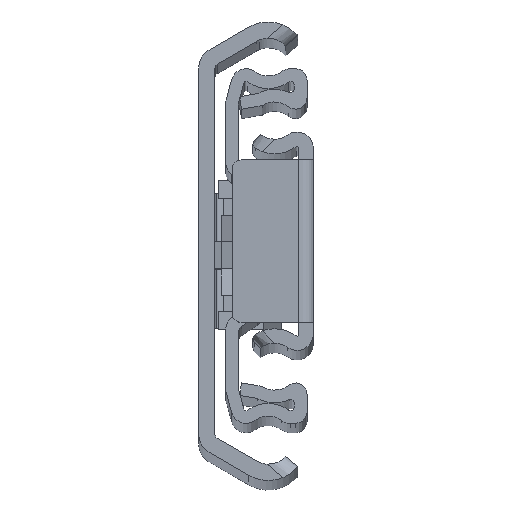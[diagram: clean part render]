
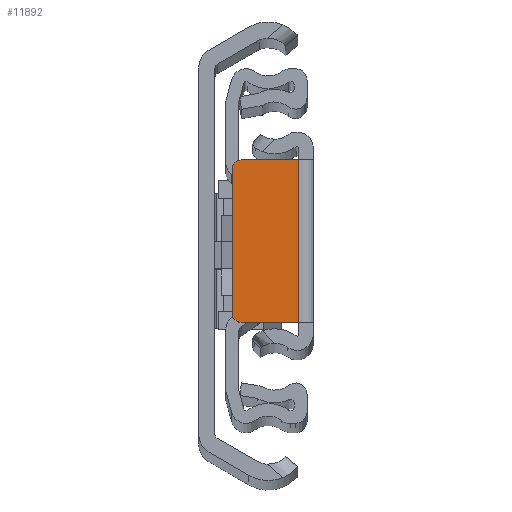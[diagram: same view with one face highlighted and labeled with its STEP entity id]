
A CAD part, top view. The second image highlights one B-rep face of the part: STEP entity #11892.
In plain terms, the highlighted planar face has unit normal (0, 0, 1).
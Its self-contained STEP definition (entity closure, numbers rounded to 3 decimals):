
#180 = DIRECTION ( 'NONE',  ( 0., -1., 0. ) ) ;
#230 = VECTOR ( 'NONE', #7555, 1000. ) ;
#358 = CARTESIAN_POINT ( 'NONE',  ( -9., 8., 1.6 ) ) ;
#458 = AXIS2_PLACEMENT_3D ( 'NONE', #6103, #9891, #10872 ) ;
#731 = CARTESIAN_POINT ( 'NONE',  ( -9., 0., 1.6 ) ) ;
#1569 = EDGE_CURVE ( 'NONE', #2894, #6161, #9405, .T. ) ;
#1875 = ORIENTED_EDGE ( 'NONE', *, *, #4322, .T. ) ;
#1935 = EDGE_LOOP ( 'NONE', ( #10864, #7645, #6935, #5745, #11064, #1875 ) ) ;
#1994 = VECTOR ( 'NONE', #4462, 1000. ) ;
#2395 = DIRECTION ( 'NONE',  ( 0., -1., 0. ) ) ;
#2562 = AXIS2_PLACEMENT_3D ( 'NONE', #5092, #8823, #2395 ) ;
#2707 = EDGE_CURVE ( 'NONE', #9682, #2894, #4311, .T. ) ;
#2773 = VECTOR ( 'NONE', #7970, 1000. ) ;
#2894 = VERTEX_POINT ( 'NONE', #6743 ) ;
#2976 = EDGE_CURVE ( 'NONE', #5712, #3036, #3150, .T. ) ;
#3018 = CARTESIAN_POINT ( 'NONE',  ( -1.6, -9., 1.6 ) ) ;
#3036 = VERTEX_POINT ( 'NONE', #7387 ) ;
#3081 = VECTOR ( 'NONE', #10718, 1000. ) ;
#3150 = CIRCLE ( 'NONE', #2562, 1. ) ;
#3597 = LINE ( 'NONE', #731, #1994 ) ;
#4013 = EDGE_CURVE ( 'NONE', #5712, #5383, #3597, .T. ) ;
#4307 = AXIS2_PLACEMENT_3D ( 'NONE', #10327, #5864, #180 ) ;
#4311 = LINE ( 'NONE', #11649, #2773 ) ;
#4322 = EDGE_CURVE ( 'NONE', #6161, #5383, #8064, .T. ) ;
#4462 = DIRECTION ( 'NONE',  ( 0., 1., 0. ) ) ;
#5092 = CARTESIAN_POINT ( 'NONE',  ( -8., -8., 1.6 ) ) ;
#5383 = VERTEX_POINT ( 'NONE', #358 ) ;
#5541 = CARTESIAN_POINT ( 'NONE',  ( -9., -8., 1.6 ) ) ;
#5646 = CARTESIAN_POINT ( 'NONE',  ( -8., 9., 1.6 ) ) ;
#5712 = VERTEX_POINT ( 'NONE', #5541 ) ;
#5745 = ORIENTED_EDGE ( 'NONE', *, *, #2707, .T. ) ;
#5864 = DIRECTION ( 'NONE',  ( 0., 0., 1. ) ) ;
#6103 = CARTESIAN_POINT ( 'NONE',  ( -8., 8., 1.6 ) ) ;
#6161 = VERTEX_POINT ( 'NONE', #5646 ) ;
#6743 = CARTESIAN_POINT ( 'NONE',  ( -1.6, 9., 1.6 ) ) ;
#6935 = ORIENTED_EDGE ( 'NONE', *, *, #9766, .F. ) ;
#6980 = CARTESIAN_POINT ( 'NONE',  ( 0., -9., 1.6 ) ) ;
#7387 = CARTESIAN_POINT ( 'NONE',  ( -8., -9., 1.6 ) ) ;
#7555 = DIRECTION ( 'NONE',  ( -1., 0., 0. ) ) ;
#7645 = ORIENTED_EDGE ( 'NONE', *, *, #2976, .T. ) ;
#7970 = DIRECTION ( 'NONE',  ( 0., 1., 0. ) ) ;
#8064 = CIRCLE ( 'NONE', #458, 1. ) ;
#8350 = CARTESIAN_POINT ( 'NONE',  ( 0., 9., 1.6 ) ) ;
#8823 = DIRECTION ( 'NONE',  ( 0., 0., 1. ) ) ;
#8826 = LINE ( 'NONE', #6980, #3081 ) ;
#9405 = LINE ( 'NONE', #8350, #230 ) ;
#9682 = VERTEX_POINT ( 'NONE', #3018 ) ;
#9766 = EDGE_CURVE ( 'NONE', #9682, #3036, #8826, .T. ) ;
#9891 = DIRECTION ( 'NONE',  ( 0., 0., 1. ) ) ;
#10140 = FACE_OUTER_BOUND ( 'NONE', #1935, .T. ) ;
#10327 = CARTESIAN_POINT ( 'NONE',  ( 0., 9., 1.6 ) ) ;
#10718 = DIRECTION ( 'NONE',  ( -1., 0., 0. ) ) ;
#10864 = ORIENTED_EDGE ( 'NONE', *, *, #4013, .F. ) ;
#10872 = DIRECTION ( 'NONE',  ( 0., -1., 0. ) ) ;
#11064 = ORIENTED_EDGE ( 'NONE', *, *, #1569, .T. ) ;
#11487 = PLANE ( 'NONE',  #4307 ) ;
#11649 = CARTESIAN_POINT ( 'NONE',  ( -1.6, 9., 1.6 ) ) ;
#11892 = ADVANCED_FACE ( 'NONE', ( #10140 ), #11487, .T. ) ;
